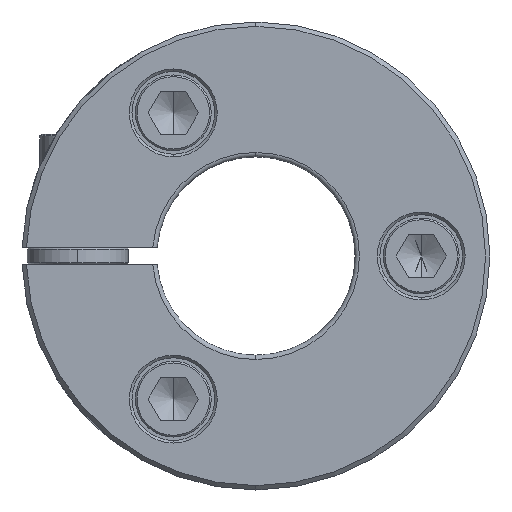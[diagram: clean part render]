
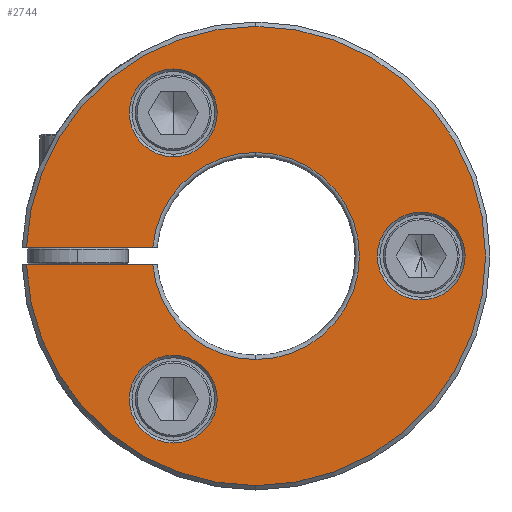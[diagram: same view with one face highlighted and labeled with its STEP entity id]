
A CAD part, left-side view. The second image highlights one B-rep face of the part: STEP entity #2744.
In plain terms, the highlighted planar face has unit normal (-1, 0, 0).
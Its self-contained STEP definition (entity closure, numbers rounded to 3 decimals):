
#88 = ORIENTED_EDGE ( 'NONE', *, *, #1722, .T. ) ;
#89 = CARTESIAN_POINT ( 'NONE',  ( 0., 11.858, -1. ) ) ;
#105 = CARTESIAN_POINT ( 'NONE',  ( 0., 9.5, -21.504 ) ) ;
#192 = DIRECTION ( 'NONE',  ( -1., 0., 0. ) ) ;
#220 = CARTESIAN_POINT ( 'NONE',  ( 0., 9.5, -16.454 ) ) ;
#266 = EDGE_LOOP ( 'NONE', ( #2834, #4148 ) ) ;
#288 = EDGE_CURVE ( 'NONE', #2850, #3738, #772, .T. ) ;
#402 = AXIS2_PLACEMENT_3D ( 'NONE', #2116, #4265, #3582 ) ;
#409 = EDGE_CURVE ( 'NONE', #3560, #2950, #1535, .T. ) ;
#434 = ORIENTED_EDGE ( 'NONE', *, *, #3251, .T. ) ;
#495 = CARTESIAN_POINT ( 'NONE',  ( 0., 0., -26.4 ) ) ;
#534 = CARTESIAN_POINT ( 'NONE',  ( 0., -19., 0. ) ) ;
#557 = VERTEX_POINT ( 'NONE', #957 ) ;
#594 = CARTESIAN_POINT ( 'NONE',  ( 0., 9.5, 16.454 ) ) ;
#646 = CIRCLE ( 'NONE', #1048, 5.05 ) ;
#676 = CARTESIAN_POINT ( 'NONE',  ( 0., 26.381, 1. ) ) ;
#707 = ORIENTED_EDGE ( 'NONE', *, *, #1637, .T. ) ;
#728 = CIRCLE ( 'NONE', #2962, 5.05 ) ;
#772 = CIRCLE ( 'NONE', #2208, 5.05 ) ;
#777 = VERTEX_POINT ( 'NONE', #105 ) ;
#779 = CARTESIAN_POINT ( 'NONE',  ( 0., 0., 26.4 ) ) ;
#836 = ORIENTED_EDGE ( 'NONE', *, *, #4069, .T. ) ;
#853 = VERTEX_POINT ( 'NONE', #495 ) ;
#874 = FACE_BOUND ( 'NONE', #4357, .T. ) ;
#902 = EDGE_CURVE ( 'NONE', #2563, #853, #3723, .T. ) ;
#943 = AXIS2_PLACEMENT_3D ( 'NONE', #594, #3469, #3816 ) ;
#946 = CARTESIAN_POINT ( 'NONE',  ( 0., -19., 0. ) ) ;
#957 = CARTESIAN_POINT ( 'NONE',  ( 0., 9.5, -11.404 ) ) ;
#983 = DIRECTION ( 'NONE',  ( -1., 0., 0. ) ) ;
#986 = CIRCLE ( 'NONE', #3764, 11.9 ) ;
#991 = CIRCLE ( 'NONE', #3127, 26.4 ) ;
#1048 = AXIS2_PLACEMENT_3D ( 'NONE', #220, #3108, #4179 ) ;
#1078 = ORIENTED_EDGE ( 'NONE', *, *, #3441, .F. ) ;
#1117 = CARTESIAN_POINT ( 'NONE',  ( 0., 9.5, 11.404 ) ) ;
#1156 = CARTESIAN_POINT ( 'NONE',  ( 0., 9.5, 16.454 ) ) ;
#1200 = CARTESIAN_POINT ( 'NONE',  ( 0., 0., 0. ) ) ;
#1218 = DIRECTION ( 'NONE',  ( 0., 0., 1. ) ) ;
#1247 = CARTESIAN_POINT ( 'NONE',  ( 0., 0., 0. ) ) ;
#1281 = CARTESIAN_POINT ( 'NONE',  ( 0., 0., 11.9 ) ) ;
#1301 = DIRECTION ( 'NONE',  ( 1., 0., 0. ) ) ;
#1330 = DIRECTION ( 'NONE',  ( 0., 0., -1. ) ) ;
#1535 = CIRCLE ( 'NONE', #3142, 11.9 ) ;
#1545 = VECTOR ( 'NONE', #3040, 1000. ) ;
#1546 = VERTEX_POINT ( 'NONE', #1281 ) ;
#1558 = DIRECTION ( 'NONE',  ( 0., 0., 1. ) ) ;
#1581 = ORIENTED_EDGE ( 'NONE', *, *, #2464, .F. ) ;
#1596 = DIRECTION ( 'NONE',  ( 0., 0., -1. ) ) ;
#1622 = CARTESIAN_POINT ( 'NONE',  ( 0., 26.381, -1. ) ) ;
#1637 = EDGE_CURVE ( 'NONE', #1546, #3560, #3574, .T. ) ;
#1649 = CARTESIAN_POINT ( 'NONE',  ( 0., 0., 0. ) ) ;
#1667 = ORIENTED_EDGE ( 'NONE', *, *, #1904, .F. ) ;
#1712 = FACE_BOUND ( 'NONE', #266, .T. ) ;
#1722 = EDGE_CURVE ( 'NONE', #2560, #1546, #986, .T. ) ;
#1800 = EDGE_CURVE ( 'NONE', #3415, #4346, #2898, .T. ) ;
#1847 = VERTEX_POINT ( 'NONE', #779 ) ;
#1904 = EDGE_CURVE ( 'NONE', #2563, #2950, #3135, .T. ) ;
#2112 = ORIENTED_EDGE ( 'NONE', *, *, #3813, .F. ) ;
#2116 = CARTESIAN_POINT ( 'NONE',  ( 0., 11.4, 0. ) ) ;
#2126 = EDGE_CURVE ( 'NONE', #777, #557, #4630, .T. ) ;
#2173 = CARTESIAN_POINT ( 'NONE',  ( 0., -19., 5.05 ) ) ;
#2208 = AXIS2_PLACEMENT_3D ( 'NONE', #946, #3116, #4164 ) ;
#2443 = DIRECTION ( 'NONE',  ( 1., 0., 0. ) ) ;
#2458 = EDGE_CURVE ( 'NONE', #3738, #2850, #728, .T. ) ;
#2464 = EDGE_CURVE ( 'NONE', #2560, #4219, #2517, .T. ) ;
#2472 = DIRECTION ( 'NONE',  ( 0., 0., -1. ) ) ;
#2517 = LINE ( 'NONE', #4421, #1545 ) ;
#2560 = VERTEX_POINT ( 'NONE', #4486 ) ;
#2563 = VERTEX_POINT ( 'NONE', #1622 ) ;
#2567 = CARTESIAN_POINT ( 'NONE',  ( 0., -19., -5.05 ) ) ;
#2569 = ORIENTED_EDGE ( 'NONE', *, *, #902, .T. ) ;
#2637 = DIRECTION ( 'NONE',  ( 0., 0., -1. ) ) ;
#2689 = DIRECTION ( 'NONE',  ( 0., 0., 1. ) ) ;
#2744 = ADVANCED_FACE ( 'NONE', ( #3628, #1712, #874, #4562 ), #4249, .F. ) ;
#2759 = CIRCLE ( 'NONE', #4550, 26.4 ) ;
#2834 = ORIENTED_EDGE ( 'NONE', *, *, #288, .F. ) ;
#2850 = VERTEX_POINT ( 'NONE', #2173 ) ;
#2874 = DIRECTION ( 'NONE',  ( 0., -1., 0. ) ) ;
#2890 = CARTESIAN_POINT ( 'NONE',  ( 0., 30., -1. ) ) ;
#2898 = CIRCLE ( 'NONE', #943, 5.05 ) ;
#2950 = VERTEX_POINT ( 'NONE', #89 ) ;
#2962 = AXIS2_PLACEMENT_3D ( 'NONE', #534, #4049, #1218 ) ;
#3040 = DIRECTION ( 'NONE',  ( 0., 1., 0. ) ) ;
#3077 = ORIENTED_EDGE ( 'NONE', *, *, #2126, .F. ) ;
#3091 = CARTESIAN_POINT ( 'NONE',  ( 0., 9.5, 21.504 ) ) ;
#3108 = DIRECTION ( 'NONE',  ( -1., 0., 0. ) ) ;
#3116 = DIRECTION ( 'NONE',  ( -1., 0., 0. ) ) ;
#3127 = AXIS2_PLACEMENT_3D ( 'NONE', #1247, #192, #1596 ) ;
#3134 = DIRECTION ( 'NONE',  ( 1., 0., 0. ) ) ;
#3135 = LINE ( 'NONE', #2890, #3967 ) ;
#3142 = AXIS2_PLACEMENT_3D ( 'NONE', #3163, #2443, #2472 ) ;
#3161 = ORIENTED_EDGE ( 'NONE', *, *, #409, .T. ) ;
#3163 = CARTESIAN_POINT ( 'NONE',  ( 0., 0., 0. ) ) ;
#3206 = DIRECTION ( 'NONE',  ( 0., 0., -1. ) ) ;
#3251 = EDGE_CURVE ( 'NONE', #853, #1847, #991, .T. ) ;
#3320 = DIRECTION ( 'NONE',  ( -1., 0., 0. ) ) ;
#3376 = AXIS2_PLACEMENT_3D ( 'NONE', #1200, #4050, #2637 ) ;
#3415 = VERTEX_POINT ( 'NONE', #3091 ) ;
#3418 = CARTESIAN_POINT ( 'NONE',  ( 0., 9.5, -16.454 ) ) ;
#3435 = EDGE_LOOP ( 'NONE', ( #88, #707, #3161, #1667, #2569, #434, #836, #1581 ) ) ;
#3441 = EDGE_CURVE ( 'NONE', #557, #777, #646, .T. ) ;
#3469 = DIRECTION ( 'NONE',  ( -1., 0., 0. ) ) ;
#3553 = CARTESIAN_POINT ( 'NONE',  ( 0., 0., 0. ) ) ;
#3560 = VERTEX_POINT ( 'NONE', #4269 ) ;
#3574 = CIRCLE ( 'NONE', #4307, 11.9 ) ;
#3582 = DIRECTION ( 'NONE',  ( 0., 0., -1. ) ) ;
#3628 = FACE_BOUND ( 'NONE', #4127, .T. ) ;
#3640 = ORIENTED_EDGE ( 'NONE', *, *, #1800, .F. ) ;
#3723 = CIRCLE ( 'NONE', #3376, 26.4 ) ;
#3738 = VERTEX_POINT ( 'NONE', #2567 ) ;
#3764 = AXIS2_PLACEMENT_3D ( 'NONE', #3553, #1301, #3206 ) ;
#3803 = DIRECTION ( 'NONE',  ( 0., 0., -1. ) ) ;
#3813 = EDGE_CURVE ( 'NONE', #4346, #3415, #4274, .T. ) ;
#3816 = DIRECTION ( 'NONE',  ( 0., 0., 1. ) ) ;
#3824 = CARTESIAN_POINT ( 'NONE',  ( 0., 0., 0. ) ) ;
#3967 = VECTOR ( 'NONE', #2874, 1000. ) ;
#4041 = AXIS2_PLACEMENT_3D ( 'NONE', #1156, #3320, #1558 ) ;
#4049 = DIRECTION ( 'NONE',  ( -1., 0., 0. ) ) ;
#4050 = DIRECTION ( 'NONE',  ( -1., 0., 0. ) ) ;
#4069 = EDGE_CURVE ( 'NONE', #1847, #4219, #2759, .T. ) ;
#4090 = DIRECTION ( 'NONE',  ( -1., 0., 0. ) ) ;
#4127 = EDGE_LOOP ( 'NONE', ( #3640, #2112 ) ) ;
#4148 = ORIENTED_EDGE ( 'NONE', *, *, #2458, .F. ) ;
#4164 = DIRECTION ( 'NONE',  ( 0., 0., 1. ) ) ;
#4179 = DIRECTION ( 'NONE',  ( 0., 0., 1. ) ) ;
#4219 = VERTEX_POINT ( 'NONE', #676 ) ;
#4249 = PLANE ( 'NONE',  #402 ) ;
#4265 = DIRECTION ( 'NONE',  ( 1., 0., 0. ) ) ;
#4269 = CARTESIAN_POINT ( 'NONE',  ( 0., 0., -11.9 ) ) ;
#4274 = CIRCLE ( 'NONE', #4041, 5.05 ) ;
#4307 = AXIS2_PLACEMENT_3D ( 'NONE', #3824, #3134, #1330 ) ;
#4346 = VERTEX_POINT ( 'NONE', #1117 ) ;
#4357 = EDGE_LOOP ( 'NONE', ( #1078, #3077 ) ) ;
#4421 = CARTESIAN_POINT ( 'NONE',  ( 0., 30., 1. ) ) ;
#4486 = CARTESIAN_POINT ( 'NONE',  ( 0., 11.858, 1. ) ) ;
#4550 = AXIS2_PLACEMENT_3D ( 'NONE', #1649, #983, #3803 ) ;
#4558 = AXIS2_PLACEMENT_3D ( 'NONE', #3418, #4090, #2689 ) ;
#4562 = FACE_OUTER_BOUND ( 'NONE', #3435, .T. ) ;
#4630 = CIRCLE ( 'NONE', #4558, 5.05 ) ;
